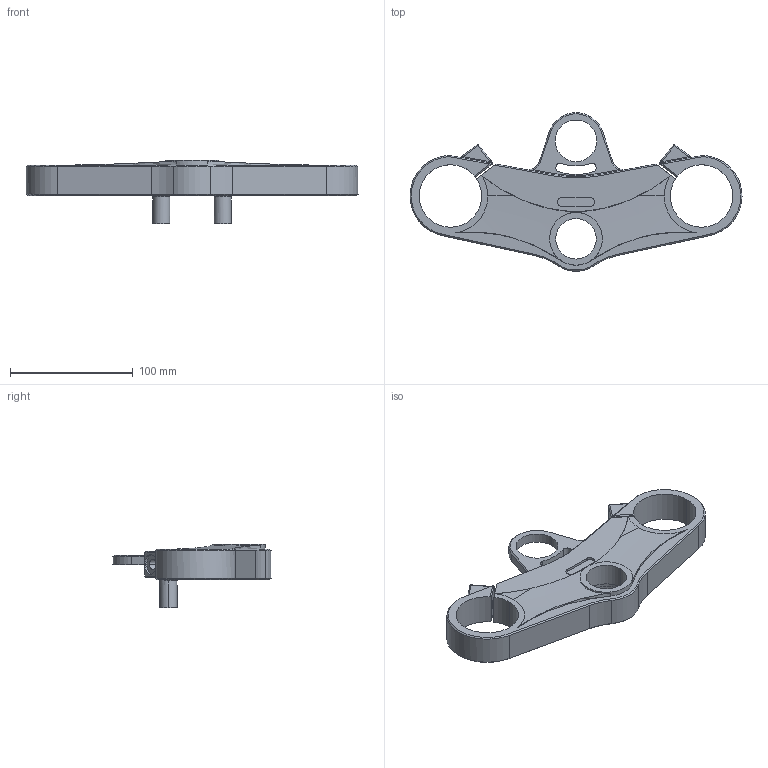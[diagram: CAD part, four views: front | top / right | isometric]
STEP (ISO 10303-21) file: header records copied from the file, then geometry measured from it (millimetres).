
FILE_DESCRIPTION (( 'STEP AP203' ), '1' );
FILE_NAME ('haga.STEP', '2023-05-01T08:50:35', ( '' ), ( '' ), 'SwSTEP 2.0', 'SolidWorks 2012', '' );
FILE_SCHEMA (( 'CONFIG_CONTROL_DESIGN' ));
Length unit declared in the file: millimetre
Products named in the file (1): haga
Bounding box: 271 x 129.32 x 52 mm (x, y, z)
Volume: 337947.7 mm3; surface area: 65376.8 mm2
Topology: 1 solids, 1 shells, 213 faces, 542 edges, 315 vertices
Faces by surface type: cylinder 85, plane 55, cone 42, bspline 16, torus 11, sphere 4
Entity records: 6789 total; most frequent: CARTESIAN_POINT 1808, DIRECTION 1060, ORIENTED_EDGE 1024, EDGE_CURVE 512, AXIS2_PLACEMENT_3D 419, VERTEX_POINT 311, EDGE_LOOP 233, LINE 222
